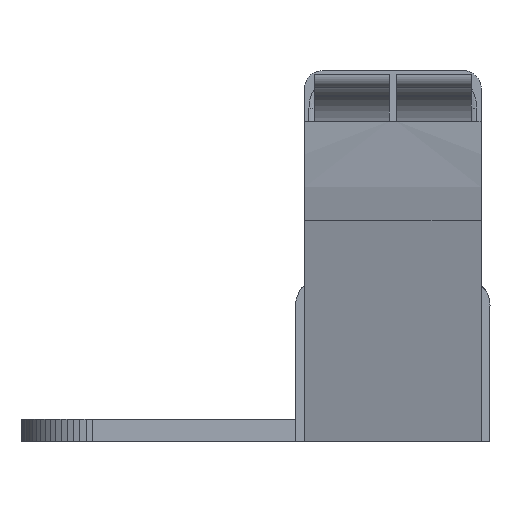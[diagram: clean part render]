
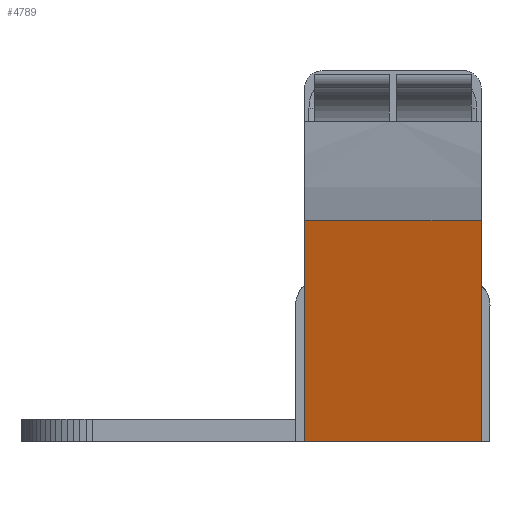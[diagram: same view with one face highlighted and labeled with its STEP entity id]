
A CAD part, front view. The second image highlights one B-rep face of the part: STEP entity #4789.
In plain terms, the highlighted face is planar.
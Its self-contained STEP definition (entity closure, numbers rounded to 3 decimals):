
#41=PLANE('',#5069);
#327=LINE('',#8129,#943);
#328=LINE('',#8131,#944);
#329=LINE('',#8133,#945);
#330=LINE('',#8134,#946);
#943=VECTOR('',#5547,25.914);
#944=VECTOR('',#5548,20.);
#945=VECTOR('',#5549,25.914);
#946=VECTOR('',#5550,20.);
#1563=FACE_OUTER_BOUND('',#1808,.T.);
#1808=EDGE_LOOP('',(#3561,#3562,#3563,#3564));
#2216=VERTEX_POINT('',#8127);
#2217=VERTEX_POINT('',#8128);
#2218=VERTEX_POINT('',#8130);
#2219=VERTEX_POINT('',#8132);
#2743=EDGE_CURVE('',#2216,#2217,#327,.T.);
#2744=EDGE_CURVE('',#2216,#2218,#328,.T.);
#2745=EDGE_CURVE('',#2219,#2218,#329,.T.);
#2746=EDGE_CURVE('',#2219,#2217,#330,.T.);
#3561=ORIENTED_EDGE('',*,*,#2743,.F.);
#3562=ORIENTED_EDGE('',*,*,#2744,.T.);
#3563=ORIENTED_EDGE('',*,*,#2745,.F.);
#3564=ORIENTED_EDGE('',*,*,#2746,.T.);
#4789=ADVANCED_FACE('',(#1563),#41,.T.);
#5069=AXIS2_PLACEMENT_3D('',#8126,#5545,#5546);
#5545=DIRECTION('center_axis',(0.967,-0.255,0.));
#5546=DIRECTION('ref_axis',(-0.255,-0.967,0.));
#5547=DIRECTION('',(0.255,0.967,0.));
#5548=DIRECTION('',(0.,0.,-1.));
#5549=DIRECTION('',(-0.255,-0.967,0.));
#5550=DIRECTION('',(0.,0.,1.));
#8126=CARTESIAN_POINT('Origin',(-1.807,-16.917,0.));
#8127=CARTESIAN_POINT('',(-8.417,-41.975,0.));
#8128=CARTESIAN_POINT('',(-1.807,-16.917,0.));
#8129=CARTESIAN_POINT('',(-8.417,-41.975,0.));
#8130=CARTESIAN_POINT('',(-8.417,-41.975,-20.));
#8131=CARTESIAN_POINT('',(-8.417,-41.975,0.));
#8132=CARTESIAN_POINT('',(-1.807,-16.917,-20.));
#8133=CARTESIAN_POINT('',(-8.417,-41.975,-20.));
#8134=CARTESIAN_POINT('',(-1.807,-16.917,-20.));
